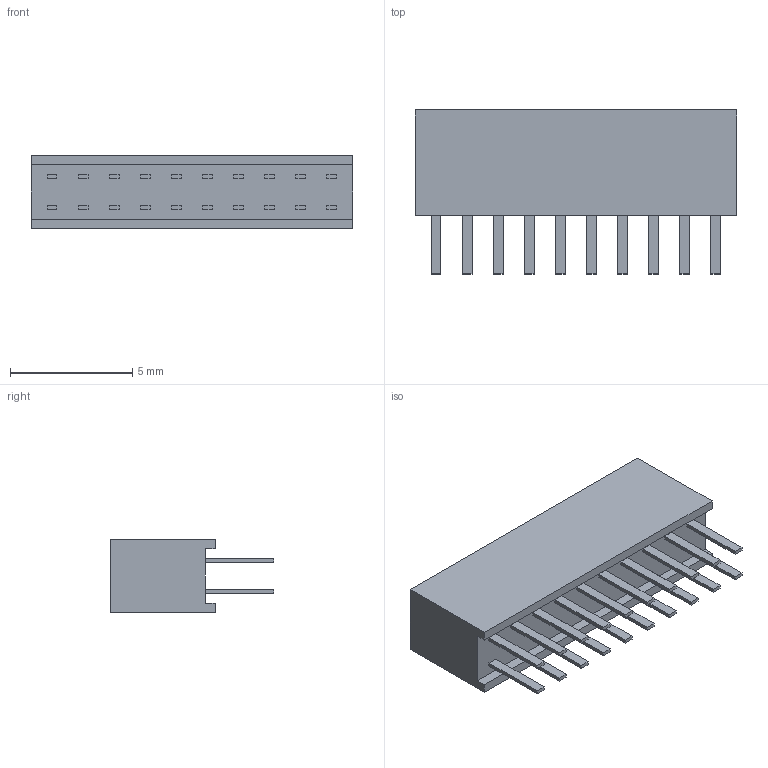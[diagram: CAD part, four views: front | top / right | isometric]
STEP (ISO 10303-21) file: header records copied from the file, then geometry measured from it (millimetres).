
FILE_DESCRIPTION((''),'2;1');
FILE_NAME('20021311-0020XXLFC','2009-07-22T',('msriniva'),('FCI - ELX Division'),'PRO/ENGINEER BY PARAMETRIC TECHNOLOGY CORPORATION, 2008010','PRO/ENGINEER BY PARAMETRIC TECHNOLOGY CORPORATION, 2008010','');
FILE_SCHEMA(('CONFIG_CONTROL_DESIGN'));
Length unit declared in the file: millimetre
Products named in the file (1): 20021311-0020XXLFC
Bounding box: 13.16 x 6.7 x 3 mm (x, y, z)
Volume: 158.9 mm3; surface area: 293.8 mm2
Topology: 1 solids, 1 shells, 210 faces, 504 edges, 336 vertices
Faces by surface type: plane 210
Entity records: 6006 total; most frequent: CARTESIAN_POINT 1050, ORIENTED_EDGE 1008, DIRECTION 924, VECTOR 504, LINE 504, EDGE_CURVE 504, VERTEX_POINT 336, EDGE_LOOP 250
